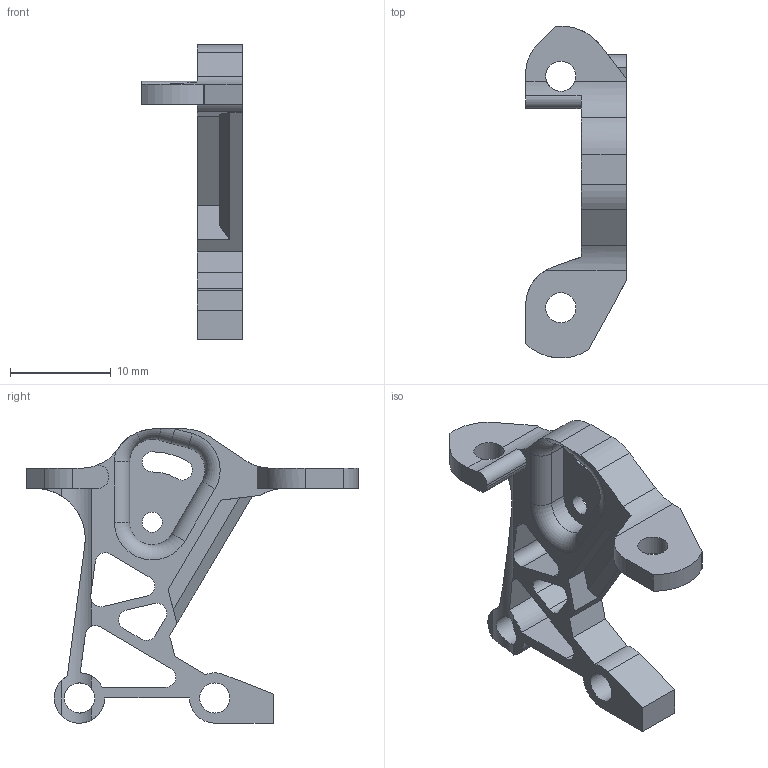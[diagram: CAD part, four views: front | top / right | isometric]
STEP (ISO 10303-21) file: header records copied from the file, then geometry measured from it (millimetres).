
FILE_DESCRIPTION(/* description */ (''),/* implementation_level */ '2;1');
FILE_NAME(/* name */ 'O3CM_Left.step',/* time_stamp */ '2023-05-24T10:58:13+08:00',/* author */ (''),/* organization */ (''),/* preprocessor_version */ 'ST-DEVELOPER v19.2',/* originating_system */ 'Autodesk Translation Framework v12.4.0.73',/* authorisation */ '');
FILE_SCHEMA (('AUTOMOTIVE_DESIGN { 1 0 10303 214 3 1 1 }'));
Length unit declared in the file: millimetre
Products named in the file (1): O3CM_Left
Bounding box: 10 x 32.99 x 29.24 mm (x, y, z)
Volume: 1302 mm3; surface area: 1826.1 mm2
Topology: 1 solids, 1 shells, 89 faces, 269 edges, 178 vertices
Faces by surface type: plane 44, cylinder 41, torus 4
Full cylindrical faces by diameter (mm): 2 x1, 3 x4
Entity records: 3220 total; most frequent: CARTESIAN_POINT 672, ORIENTED_EDGE 538, DIRECTION 525, EDGE_CURVE 269, AXIS2_PLACEMENT_3D 184, VERTEX_POINT 178, LINE 157, VECTOR 157
